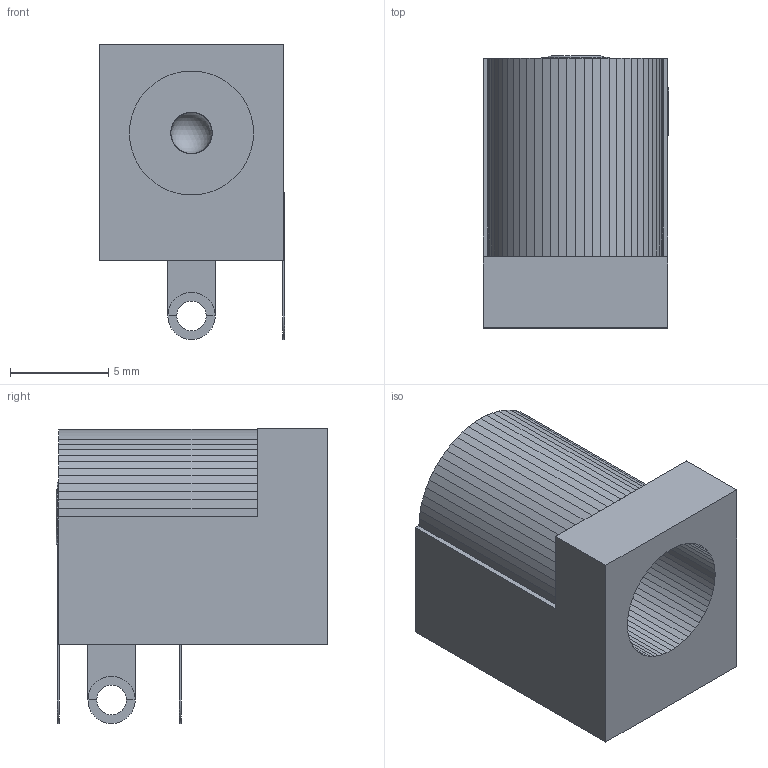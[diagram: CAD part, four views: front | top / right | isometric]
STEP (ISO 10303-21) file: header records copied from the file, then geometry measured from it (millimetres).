
FILE_DESCRIPTION(('FreeCAD Model'),'2;1');
FILE_NAME('5.5 mm DC Power Jack.step','2019-04-09T23:19:54',('Author'),(''), 'Open CASCADE STEP processor 7.2','FreeCAD','Unknown');
FILE_SCHEMA(('AUTOMOTIVE_DESIGN { 1 0 10303 214 1 1 1 1 }'));
Length unit declared in the file: millimetre
Products named in the file (2): difference001; Group
Bounding box: 9.45 x 13.82 x 15 mm (x, y, z)
Volume: 971.7 mm3; surface area: 1132.1 mm2
Topology: 5 solids, 5 shells, 642 faces, 2027 edges, 1380 vertices
Faces by surface type: plane 607, sphere 33, bspline 2
Entity records: 52378 total; most frequent: CARTESIAN_POINT 14677, DIRECTION 6101, LINE 4563, VECTOR 4563, ORIENTED_EDGE 4038, PCURVE 4038, DEFINITIONAL_REPRESENTATION 4038, EDGE_CURVE 2019
